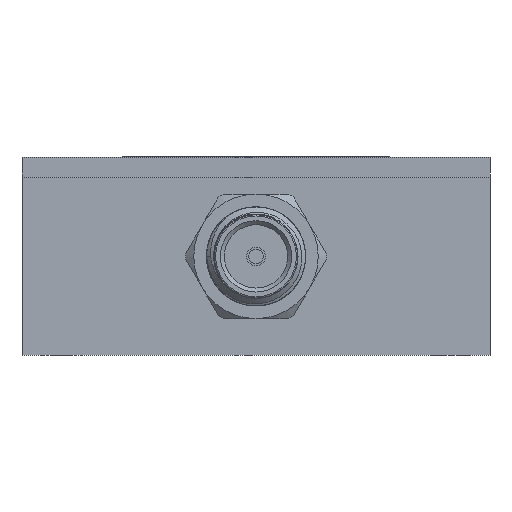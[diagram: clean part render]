
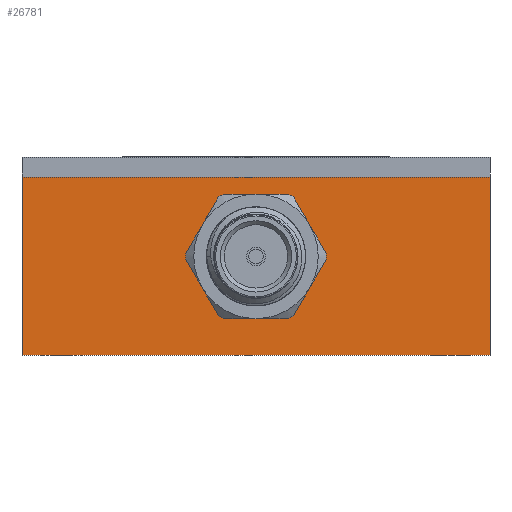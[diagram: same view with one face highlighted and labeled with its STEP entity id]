
A CAD part, left-side view. The second image highlights one B-rep face of the part: STEP entity #26781.
In plain terms, the highlighted planar face has unit normal (-1, 0, 0).
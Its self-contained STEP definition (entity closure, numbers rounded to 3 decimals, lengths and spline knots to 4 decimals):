
#35 = DIRECTION ( 'NONE',  ( 0., -1., 0. ) ) ;
#368 = DIRECTION ( 'NONE',  ( 0., 1., 0. ) ) ;
#882 = CARTESIAN_POINT ( 'NONE',  ( -0.689, 0., 0. ) ) ;
#1165 = AXIS2_PLACEMENT_3D ( 'NONE', #2470, #10646, #21479 ) ;
#1362 = CARTESIAN_POINT ( 'NONE',  ( -0.689, 0.5906, 0.2 ) ) ;
#1401 = VECTOR ( 'NONE', #17890, 39.3701 ) ;
#1720 = LINE ( 'NONE', #31397, #1401 ) ;
#1793 = CIRCLE ( 'NONE', #23378, 0.1571 ) ;
#2444 = ORIENTED_EDGE ( 'NONE', *, *, #5538, .T. ) ;
#2470 = CARTESIAN_POINT ( 'NONE',  ( -0.689, 0., 0. ) ) ;
#2497 = DIRECTION ( 'NONE',  ( 0., 1., 0. ) ) ;
#2662 = CARTESIAN_POINT ( 'NONE',  ( -0.689, 0., 0. ) ) ;
#3221 = CARTESIAN_POINT ( 'NONE',  ( -0.689, 0., 0. ) ) ;
#3600 = CARTESIAN_POINT ( 'NONE',  ( -0.689, -0.5906, 0.25 ) ) ;
#3959 = CARTESIAN_POINT ( 'NONE',  ( -0.689, -0.1361, 0.0786 ) ) ;
#4114 = CARTESIAN_POINT ( 'NONE',  ( -0.689, 0., 0. ) ) ;
#4720 = VECTOR ( 'NONE', #35, 39.3701 ) ;
#4780 = DIRECTION ( 'NONE',  ( 1., 0., 0. ) ) ;
#4783 = DIRECTION ( 'NONE',  ( 0., 0., -1. ) ) ;
#5538 = EDGE_CURVE ( 'NONE', #16954, #34917, #1720, .T. ) ;
#5764 = AXIS2_PLACEMENT_3D ( 'NONE', #882, #12279, #23271 ) ;
#5786 = CIRCLE ( 'NONE', #10321, 0.1571 ) ;
#6865 = AXIS2_PLACEMENT_3D ( 'NONE', #2662, #26999, #2497 ) ;
#7123 = CARTESIAN_POINT ( 'NONE',  ( -0.689, 0.5906, -0.25 ) ) ;
#7141 = DIRECTION ( 'NONE',  ( 1., 0., 0. ) ) ;
#8705 = CARTESIAN_POINT ( 'NONE',  ( -0.689, -0.1361, -0.0786 ) ) ;
#8863 = VERTEX_POINT ( 'NONE', #29121 ) ;
#9112 = CARTESIAN_POINT ( 'NONE',  ( -0.689, -0.5906, 0.2 ) ) ;
#9355 = CARTESIAN_POINT ( 'NONE',  ( -0.689, 0.1361, 0.0786 ) ) ;
#10285 = AXIS2_PLACEMENT_3D ( 'NONE', #3221, #19555, #368 ) ;
#10321 = AXIS2_PLACEMENT_3D ( 'NONE', #26611, #4780, #22756 ) ;
#10646 = DIRECTION ( 'NONE',  ( 1., 0., 0. ) ) ;
#10659 = ORIENTED_EDGE ( 'NONE', *, *, #24497, .F. ) ;
#10712 = FACE_BOUND ( 'NONE', #23998, .T. ) ;
#11231 = DIRECTION ( 'NONE',  ( 0., 0., -1. ) ) ;
#11875 = DIRECTION ( 'NONE',  ( 1., 0., 0. ) ) ;
#11961 = CIRCLE ( 'NONE', #1165, 0.1571 ) ;
#12279 = DIRECTION ( 'NONE',  ( 1., 0., 0. ) ) ;
#12476 = EDGE_CURVE ( 'NONE', #33026, #34917, #30954, .T. ) ;
#12654 = EDGE_LOOP ( 'NONE', ( #10659, #32478, #2444, #30888 ) ) ;
#13059 = CARTESIAN_POINT ( 'NONE',  ( -0.689, 0., 0.1571 ) ) ;
#13107 = ORIENTED_EDGE ( 'NONE', *, *, #31588, .T. ) ;
#13562 = LINE ( 'NONE', #24391, #4720 ) ;
#13641 = VERTEX_POINT ( 'NONE', #3959 ) ;
#13705 = CIRCLE ( 'NONE', #5764, 0.1571 ) ;
#15091 = VERTEX_POINT ( 'NONE', #33371 ) ;
#15149 = DIRECTION ( 'NONE',  ( 0., 0., -1. ) ) ;
#16332 = VECTOR ( 'NONE', #15149, 39.3701 ) ;
#16954 = VERTEX_POINT ( 'NONE', #7123 ) ;
#17743 = ORIENTED_EDGE ( 'NONE', *, *, #32460, .T. ) ;
#17890 = DIRECTION ( 'NONE',  ( 0., -1., 0. ) ) ;
#17957 = DIRECTION ( 'NONE',  ( 0., 1., 0. ) ) ;
#18174 = EDGE_CURVE ( 'NONE', #15091, #8863, #13705, .T. ) ;
#18729 = ORIENTED_EDGE ( 'NONE', *, *, #22713, .T. ) ;
#19053 = FACE_OUTER_BOUND ( 'NONE', #12654, .T. ) ;
#19555 = DIRECTION ( 'NONE',  ( 1., 0., 0. ) ) ;
#19908 = EDGE_CURVE ( 'NONE', #8863, #23894, #5786, .T. ) ;
#20266 = VERTEX_POINT ( 'NONE', #1362 ) ;
#20960 = EDGE_CURVE ( 'NONE', #33818, #15091, #11961, .T. ) ;
#21479 = DIRECTION ( 'NONE',  ( 0., 1., 0. ) ) ;
#22546 = CARTESIAN_POINT ( 'NONE',  ( -0.689, -0.5906, -0.25 ) ) ;
#22713 = EDGE_CURVE ( 'NONE', #32850, #13641, #1793, .T. ) ;
#22756 = DIRECTION ( 'NONE',  ( 0., 1., 0. ) ) ;
#23271 = DIRECTION ( 'NONE',  ( 0., 1., 0. ) ) ;
#23378 = AXIS2_PLACEMENT_3D ( 'NONE', #4114, #7141, #17957 ) ;
#23894 = VERTEX_POINT ( 'NONE', #9355 ) ;
#23998 = EDGE_LOOP ( 'NONE', ( #17743, #18729, #13107, #27431, #29216, #32524 ) ) ;
#24391 = CARTESIAN_POINT ( 'NONE',  ( -0.689, -0.5906, 0.2 ) ) ;
#24497 = EDGE_CURVE ( 'NONE', #20266, #33026, #13562, .T. ) ;
#25010 = EDGE_CURVE ( 'NONE', #20266, #16954, #29100, .T. ) ;
#25563 = CIRCLE ( 'NONE', #6865, 0.1571 ) ;
#26611 = CARTESIAN_POINT ( 'NONE',  ( -0.689, 0., 0. ) ) ;
#26731 = CIRCLE ( 'NONE', #10285, 0.1571 ) ;
#26781 = ADVANCED_FACE ( 'NONE', ( #10712, #19053 ), #29879, .F. ) ;
#26999 = DIRECTION ( 'NONE',  ( 1., 0., 0. ) ) ;
#27431 = ORIENTED_EDGE ( 'NONE', *, *, #20960, .T. ) ;
#28594 = AXIS2_PLACEMENT_3D ( 'NONE', #32379, #11875, #11231 ) ;
#29100 = LINE ( 'NONE', #34100, #31395 ) ;
#29121 = CARTESIAN_POINT ( 'NONE',  ( -0.689, 0.1361, -0.0786 ) ) ;
#29216 = ORIENTED_EDGE ( 'NONE', *, *, #18174, .T. ) ;
#29879 = PLANE ( 'NONE',  #28594 ) ;
#30888 = ORIENTED_EDGE ( 'NONE', *, *, #12476, .F. ) ;
#30954 = LINE ( 'NONE', #3600, #16332 ) ;
#31395 = VECTOR ( 'NONE', #4783, 39.3701 ) ;
#31397 = CARTESIAN_POINT ( 'NONE',  ( -0.689, -0.5906, -0.25 ) ) ;
#31588 = EDGE_CURVE ( 'NONE', #13641, #33818, #25563, .T. ) ;
#32379 = CARTESIAN_POINT ( 'NONE',  ( -0.689, -0.5906, 0.25 ) ) ;
#32460 = EDGE_CURVE ( 'NONE', #23894, #32850, #26731, .T. ) ;
#32478 = ORIENTED_EDGE ( 'NONE', *, *, #25010, .T. ) ;
#32524 = ORIENTED_EDGE ( 'NONE', *, *, #19908, .T. ) ;
#32850 = VERTEX_POINT ( 'NONE', #13059 ) ;
#33026 = VERTEX_POINT ( 'NONE', #9112 ) ;
#33371 = CARTESIAN_POINT ( 'NONE',  ( -0.689, 0., -0.1571 ) ) ;
#33818 = VERTEX_POINT ( 'NONE', #8705 ) ;
#34100 = CARTESIAN_POINT ( 'NONE',  ( -0.689, 0.5906, 0.25 ) ) ;
#34917 = VERTEX_POINT ( 'NONE', #22546 ) ;
